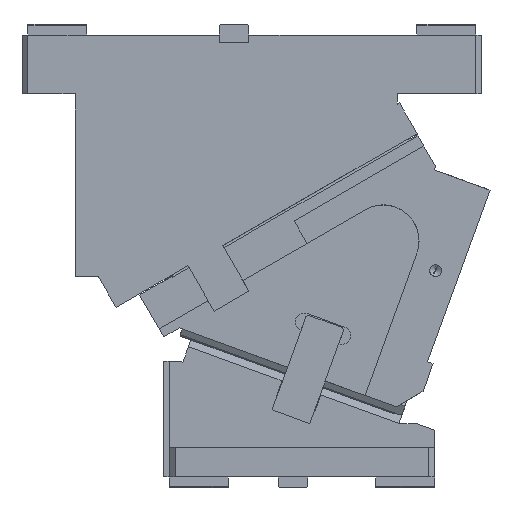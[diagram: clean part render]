
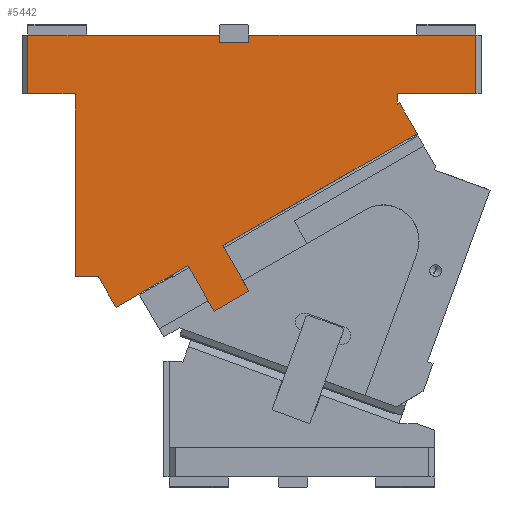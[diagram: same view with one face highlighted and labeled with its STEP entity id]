
A CAD part, front view. The second image highlights one B-rep face of the part: STEP entity #5442.
In plain terms, the highlighted planar face has unit normal (0, -1, 0).
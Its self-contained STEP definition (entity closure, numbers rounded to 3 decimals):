
#270=CARTESIAN_POINT('Vertex',(45.,-150.,-50.)) ;
#273=CARTESIAN_POINT('Line Origine',(25.,-150.,-50.)) ;
#277=CARTESIAN_POINT('Vertex',(5.,-150.,-50.)) ;
#702=CARTESIAN_POINT('Vertex',(5.,-150.,0.)) ;
#705=CARTESIAN_POINT('Line Origine',(86.25,-150.,0.)) ;
#709=CARTESIAN_POINT('Vertex',(167.5,-150.,0.)) ;
#807=CARTESIAN_POINT('Line Origine',(5.,-150.,-25.)) ;
#1449=CARTESIAN_POINT('Vertex',(64.83,-150.,-205.)) ;
#1452=CARTESIAN_POINT('Line Origine',(54.915,-150.,-205.)) ;
#1456=CARTESIAN_POINT('Vertex',(45.,-150.,-205.)) ;
#2146=CARTESIAN_POINT('Vertex',(163.085,-150.,-234.298)) ;
#2149=CARTESIAN_POINT('Line Origine',(151.96,-150.,-215.029)) ;
#2153=CARTESIAN_POINT('Vertex',(140.835,-150.,-195.76)) ;
#2179=CARTESIAN_POINT('Vertex',(192.529,-150.,-217.298)) ;
#2182=CARTESIAN_POINT('Line Origine',(177.807,-150.,-225.798)) ;
#2203=CARTESIAN_POINT('Vertex',(170.279,-150.,-178.76)) ;
#2206=CARTESIAN_POINT('Line Origine',(181.404,-150.,-198.029)) ;
#2229=CARTESIAN_POINT('Vertex',(64.78,-150.,-205.029)) ;
#2259=CARTESIAN_POINT('Vertex',(79.78,-150.,-231.01)) ;
#2262=CARTESIAN_POINT('Line Origine',(72.28,-150.,-218.019)) ;
#2382=CARTESIAN_POINT('Vertex',(385.,-150.,0.)) ;
#2385=CARTESIAN_POINT('Line Origine',(385.,-150.,-25.)) ;
#2389=CARTESIAN_POINT('Vertex',(385.,-150.,-50.)) ;
#3222=CARTESIAN_POINT('Line Origine',(351.75,-150.,-50.)) ;
#3226=CARTESIAN_POINT('Vertex',(318.5,-150.,-50.)) ;
#3267=CARTESIAN_POINT('Line Origine',(318.5,-150.,-54.272)) ;
#3271=CARTESIAN_POINT('Vertex',(318.5,-150.,-58.544)) ;
#3307=CARTESIAN_POINT('Line Origine',(319.379,-150.,-58.036)) ;
#3311=CARTESIAN_POINT('Vertex',(320.257,-150.,-57.529)) ;
#3343=CARTESIAN_POINT('Vertex',(335.257,-150.,-83.51)) ;
#3353=CARTESIAN_POINT('Line Origine',(327.757,-150.,-70.519)) ;
#3866=CARTESIAN_POINT('Line Origine',(252.768,-150.,-131.135)) ;
#3871=CARTESIAN_POINT('Line Origine',(131.092,-150.,-201.385)) ;
#3875=CARTESIAN_POINT('Vertex',(121.349,-150.,-207.01)) ;
#3878=CARTESIAN_POINT('Line Origine',(100.564,-150.,-219.01)) ;
#4814=CARTESIAN_POINT('Line Origine',(64.805,-150.,-205.015)) ;
#5127=CARTESIAN_POINT('Vertex',(192.5,-150.,0.)) ;
#5130=CARTESIAN_POINT('Line Origine',(288.75,-150.,0.)) ;
#5372=CARTESIAN_POINT('Line Origine',(45.,-150.,-127.5)) ;
#5394=CARTESIAN_POINT('Axis2P3D Location',(0.,-150.,0.)) ;
#5399=CARTESIAN_POINT('Line Origine',(167.5,-150.,-3.)) ;
#5403=CARTESIAN_POINT('Vertex',(167.5,-150.,-6.)) ;
#5406=CARTESIAN_POINT('Line Origine',(192.5,-150.,-3.)) ;
#5410=CARTESIAN_POINT('Vertex',(192.5,-150.,-6.)) ;
#5413=CARTESIAN_POINT('Line Origine',(180.,-150.,-6.)) ;
#274=DIRECTION('Vector Direction',(1.,0.,0.)) ;
#706=DIRECTION('Vector Direction',(1.,0.,0.)) ;
#808=DIRECTION('Vector Direction',(0.,0.,-1.)) ;
#1453=DIRECTION('Vector Direction',(-1.,0.,0.)) ;
#2150=DIRECTION('Vector Direction',(-0.5,0.,0.866)) ;
#2183=DIRECTION('Vector Direction',(0.866,0.,0.5)) ;
#2207=DIRECTION('Vector Direction',(-0.5,0.,0.866)) ;
#2263=DIRECTION('Vector Direction',(0.5,0.,-0.866)) ;
#2386=DIRECTION('Vector Direction',(0.,0.,1.)) ;
#3223=DIRECTION('Vector Direction',(-1.,0.,0.)) ;
#3268=DIRECTION('Vector Direction',(0.,0.,-1.)) ;
#3308=DIRECTION('Vector Direction',(0.866,0.,0.5)) ;
#3354=DIRECTION('Vector Direction',(0.5,0.,-0.866)) ;
#3867=DIRECTION('Vector Direction',(-0.866,0.,-0.5)) ;
#3872=DIRECTION('Vector Direction',(-0.866,0.,-0.5)) ;
#3879=DIRECTION('Vector Direction',(0.866,0.,0.5)) ;
#4815=DIRECTION('Vector Direction',(0.866,0.,0.5)) ;
#5131=DIRECTION('Vector Direction',(1.,0.,0.)) ;
#5373=DIRECTION('Vector Direction',(0.,0.,-1.)) ;
#5395=DIRECTION('Axis2P3D Direction',(0.,1.,0.)) ;
#5396=DIRECTION('Axis2P3D XDirection',(0.,0.,1.)) ;
#5400=DIRECTION('Vector Direction',(0.,0.,1.)) ;
#5407=DIRECTION('Vector Direction',(0.,0.,-1.)) ;
#5414=DIRECTION('Vector Direction',(1.,0.,0.)) ;
#5397=AXIS2_PLACEMENT_3D('Plane Axis2P3D',#5394,#5395,#5396) ;
#5419=ORIENTED_EDGE('',*,*,#5405,.T.) ;
#5420=ORIENTED_EDGE('',*,*,#711,.F.) ;
#5421=ORIENTED_EDGE('',*,*,#811,.T.) ;
#5422=ORIENTED_EDGE('',*,*,#279,.T.) ;
#5423=ORIENTED_EDGE('',*,*,#5376,.T.) ;
#5424=ORIENTED_EDGE('',*,*,#1458,.F.) ;
#5425=ORIENTED_EDGE('',*,*,#4818,.T.) ;
#5426=ORIENTED_EDGE('',*,*,#2266,.T.) ;
#5427=ORIENTED_EDGE('',*,*,#3882,.T.) ;
#5428=ORIENTED_EDGE('',*,*,#3877,.T.) ;
#5429=ORIENTED_EDGE('',*,*,#2155,.F.) ;
#5430=ORIENTED_EDGE('',*,*,#2186,.T.) ;
#5431=ORIENTED_EDGE('',*,*,#2210,.T.) ;
#5432=ORIENTED_EDGE('',*,*,#3870,.T.) ;
#5433=ORIENTED_EDGE('',*,*,#3357,.T.) ;
#5434=ORIENTED_EDGE('',*,*,#3313,.T.) ;
#5435=ORIENTED_EDGE('',*,*,#3273,.F.) ;
#5436=ORIENTED_EDGE('',*,*,#3228,.F.) ;
#5437=ORIENTED_EDGE('',*,*,#2391,.T.) ;
#5438=ORIENTED_EDGE('',*,*,#5134,.F.) ;
#5439=ORIENTED_EDGE('',*,*,#5412,.T.) ;
#5440=ORIENTED_EDGE('',*,*,#5417,.F.) ;
#275=VECTOR('Line Direction',#274,1.) ;
#707=VECTOR('Line Direction',#706,1.) ;
#809=VECTOR('Line Direction',#808,1.) ;
#1454=VECTOR('Line Direction',#1453,1.) ;
#2151=VECTOR('Line Direction',#2150,1.) ;
#2184=VECTOR('Line Direction',#2183,1.) ;
#2208=VECTOR('Line Direction',#2207,1.) ;
#2264=VECTOR('Line Direction',#2263,1.) ;
#2387=VECTOR('Line Direction',#2386,1.) ;
#3224=VECTOR('Line Direction',#3223,1.) ;
#3269=VECTOR('Line Direction',#3268,1.) ;
#3309=VECTOR('Line Direction',#3308,1.) ;
#3355=VECTOR('Line Direction',#3354,1.) ;
#3868=VECTOR('Line Direction',#3867,1.) ;
#3873=VECTOR('Line Direction',#3872,1.) ;
#3880=VECTOR('Line Direction',#3879,1.) ;
#4816=VECTOR('Line Direction',#4815,1.) ;
#5132=VECTOR('Line Direction',#5131,1.) ;
#5374=VECTOR('Line Direction',#5373,1.) ;
#5401=VECTOR('Line Direction',#5400,1.) ;
#5408=VECTOR('Line Direction',#5407,1.) ;
#5415=VECTOR('Line Direction',#5414,1.) ;
#5442=ADVANCED_FACE('CAM HOLDER',(#5441),#5398,.F.) ;
#279=EDGE_CURVE('',#278,#271,#276,.T.) ;
#711=EDGE_CURVE('',#703,#710,#708,.T.) ;
#811=EDGE_CURVE('',#703,#278,#810,.T.) ;
#1458=EDGE_CURVE('',#1450,#1457,#1455,.T.) ;
#2155=EDGE_CURVE('',#2147,#2154,#2152,.T.) ;
#2186=EDGE_CURVE('',#2147,#2180,#2185,.T.) ;
#2210=EDGE_CURVE('',#2180,#2204,#2209,.T.) ;
#2266=EDGE_CURVE('',#2230,#2260,#2265,.T.) ;
#2391=EDGE_CURVE('',#2390,#2383,#2388,.T.) ;
#3228=EDGE_CURVE('',#2390,#3227,#3225,.T.) ;
#3273=EDGE_CURVE('',#3227,#3272,#3270,.T.) ;
#3313=EDGE_CURVE('',#3312,#3272,#3310,.F.) ;
#3357=EDGE_CURVE('',#3344,#3312,#3356,.F.) ;
#3870=EDGE_CURVE('',#2204,#3344,#3869,.F.) ;
#3877=EDGE_CURVE('',#3876,#2154,#3874,.F.) ;
#3882=EDGE_CURVE('',#2260,#3876,#3881,.T.) ;
#4818=EDGE_CURVE('',#1450,#2230,#4817,.F.) ;
#5134=EDGE_CURVE('',#5128,#2383,#5133,.T.) ;
#5376=EDGE_CURVE('',#271,#1457,#5375,.T.) ;
#5405=EDGE_CURVE('',#5404,#710,#5402,.T.) ;
#5412=EDGE_CURVE('',#5128,#5411,#5409,.T.) ;
#5417=EDGE_CURVE('',#5404,#5411,#5416,.T.) ;
#5418=EDGE_LOOP('',(#5419,#5420,#5421,#5422,#5423,#5424,#5425,#5426,#5427,#5428,#5429,#5430,#5431,#5432,#5433,#5434,#5435,#5436,#5437,#5438,#5439,#5440)) ;
#5441=FACE_OUTER_BOUND('',#5418,.T.) ;
#276=LINE('Line',#273,#275) ;
#708=LINE('Line',#705,#707) ;
#810=LINE('Line',#807,#809) ;
#1455=LINE('Line',#1452,#1454) ;
#2152=LINE('Line',#2149,#2151) ;
#2185=LINE('Line',#2182,#2184) ;
#2209=LINE('Line',#2206,#2208) ;
#2265=LINE('Line',#2262,#2264) ;
#2388=LINE('Line',#2385,#2387) ;
#3225=LINE('Line',#3222,#3224) ;
#3270=LINE('Line',#3267,#3269) ;
#3310=LINE('Line',#3307,#3309) ;
#3356=LINE('Line',#3353,#3355) ;
#3869=LINE('Line',#3866,#3868) ;
#3874=LINE('Line',#3871,#3873) ;
#3881=LINE('Line',#3878,#3880) ;
#4817=LINE('Line',#4814,#4816) ;
#5133=LINE('Line',#5130,#5132) ;
#5375=LINE('Line',#5372,#5374) ;
#5402=LINE('Line',#5399,#5401) ;
#5409=LINE('Line',#5406,#5408) ;
#5416=LINE('Line',#5413,#5415) ;
#5398=PLANE('Plane',#5397) ;
#271=VERTEX_POINT('',#270) ;
#278=VERTEX_POINT('',#277) ;
#703=VERTEX_POINT('',#702) ;
#710=VERTEX_POINT('',#709) ;
#1450=VERTEX_POINT('',#1449) ;
#1457=VERTEX_POINT('',#1456) ;
#2147=VERTEX_POINT('',#2146) ;
#2154=VERTEX_POINT('',#2153) ;
#2180=VERTEX_POINT('',#2179) ;
#2204=VERTEX_POINT('',#2203) ;
#2230=VERTEX_POINT('',#2229) ;
#2260=VERTEX_POINT('',#2259) ;
#2383=VERTEX_POINT('',#2382) ;
#2390=VERTEX_POINT('',#2389) ;
#3227=VERTEX_POINT('',#3226) ;
#3272=VERTEX_POINT('',#3271) ;
#3312=VERTEX_POINT('',#3311) ;
#3344=VERTEX_POINT('',#3343) ;
#3876=VERTEX_POINT('',#3875) ;
#5128=VERTEX_POINT('',#5127) ;
#5404=VERTEX_POINT('',#5403) ;
#5411=VERTEX_POINT('',#5410) ;
